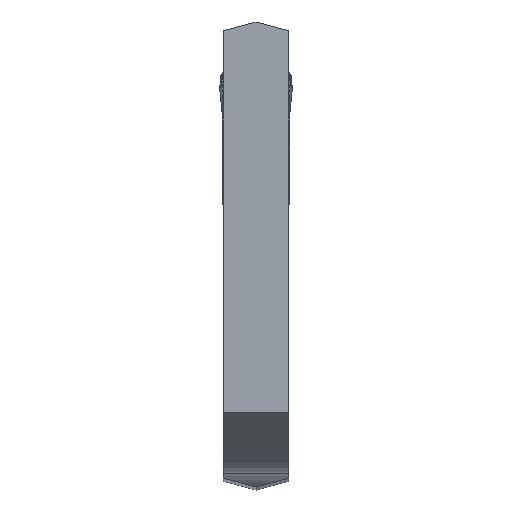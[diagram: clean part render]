
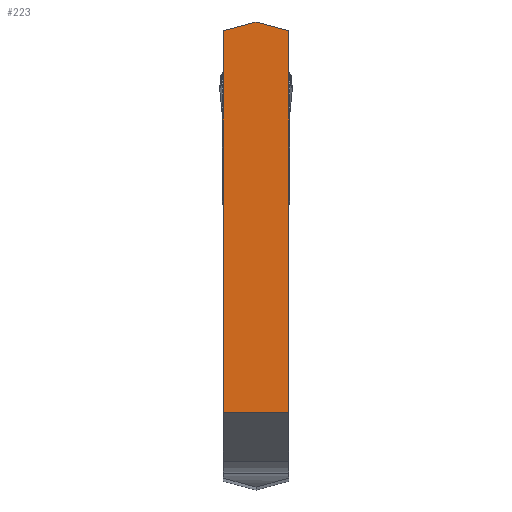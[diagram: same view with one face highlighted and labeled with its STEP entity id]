
A CAD part, top view. The second image highlights one B-rep face of the part: STEP entity #223.
In plain terms, the highlighted planar face has unit normal (0, 0, 1).
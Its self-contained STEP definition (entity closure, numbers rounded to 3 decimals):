
#223=ADVANCED_FACE('S0',(#333),#296,.T.);
#296=PLANE('',#1573);
#333=FACE_OUTER_BOUND('',#406,.T.);
#406=EDGE_LOOP('',(#479,#480,#481,#482,#483));
#479=ORIENTED_EDGE('',*,*,#1025,.T.);
#480=ORIENTED_EDGE('',*,*,#1026,.T.);
#481=ORIENTED_EDGE('',*,*,#1027,.F.);
#482=ORIENTED_EDGE('',*,*,#1028,.F.);
#483=ORIENTED_EDGE('',*,*,#1029,.F.);
#889=VERTEX_POINT('',#2075);
#890=VERTEX_POINT('',#2076);
#891=VERTEX_POINT('',#2078);
#892=VERTEX_POINT('',#2080);
#893=VERTEX_POINT('',#2082);
#1025=EDGE_CURVE('',#889,#890,#1230,.T.);
#1026=EDGE_CURVE('',#890,#891,#1231,.T.);
#1027=EDGE_CURVE('',#892,#891,#1232,.T.);
#1028=EDGE_CURVE('',#893,#892,#1233,.T.);
#1029=EDGE_CURVE('',#889,#893,#1234,.T.);
#1230=LINE('',#2074,#1355);
#1231=LINE('',#2077,#1356);
#1232=LINE('',#2079,#1357);
#1233=LINE('',#2081,#1358);
#1234=LINE('',#2083,#1359);
#1355=VECTOR('',#1698,1.);
#1356=VECTOR('',#1699,1.);
#1357=VECTOR('',#1700,1.);
#1358=VECTOR('',#1701,1.);
#1359=VECTOR('',#1702,1.);
#1573=AXIS2_PLACEMENT_3D('',#2084,#1703,#1704);
#1698=DIRECTION('',(-0.966,0.259,0.));
#1699=DIRECTION('',(-0.966,-0.259,0.));
#1700=DIRECTION('',(0.,1.,0.));
#1701=DIRECTION('',(-1.,0.,0.));
#1702=DIRECTION('',(0.,-1.,0.));
#1703=DIRECTION('',(0.,0.,1.));
#1704=DIRECTION('',(-1.,0.,0.));
#2074=CARTESIAN_POINT('',(0.,50.584,0.));
#2075=CARTESIAN_POINT('',(0.,50.584,0.));
#2076=CARTESIAN_POINT('',(-3.575,51.542,0.));
#2077=CARTESIAN_POINT('',(-3.575,51.542,0.));
#2078=CARTESIAN_POINT('',(-7.15,50.584,0.));
#2079=CARTESIAN_POINT('',(-7.15,59.65,0.));
#2080=CARTESIAN_POINT('',(-7.15,8.99,0.));
#2081=CARTESIAN_POINT('',(106.425,8.99,0.));
#2082=CARTESIAN_POINT('',(0.,8.99,0.));
#2083=CARTESIAN_POINT('',(0.,-7.15,0.));
#2084=CARTESIAN_POINT('',(146.425,162.5,0.));
